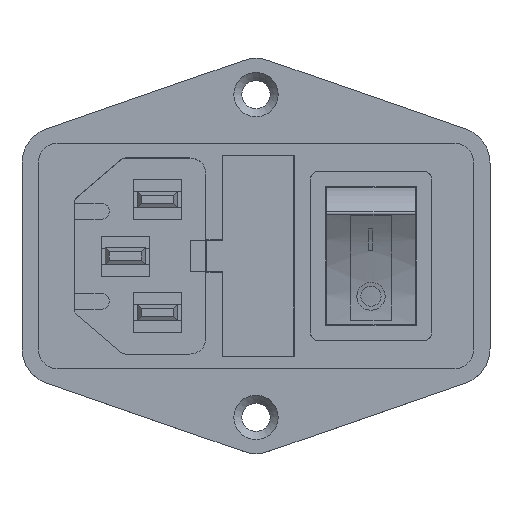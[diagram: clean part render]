
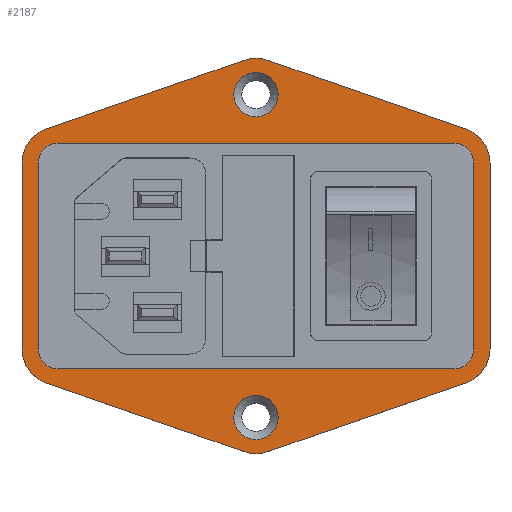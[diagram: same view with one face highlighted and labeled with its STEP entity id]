
A CAD part, top view. The second image highlights one B-rep face of the part: STEP entity #2187.
In plain terms, the highlighted planar face has unit normal (0, 0, 1).
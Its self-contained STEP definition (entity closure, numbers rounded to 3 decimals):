
#691 = VERTEX_POINT('',#692);
#692 = CARTESIAN_POINT('',(-25.975,15.751,2.));
#698 = EDGE_CURVE('',#691,#699,#701,.T.);
#699 = VERTEX_POINT('',#700);
#700 = CARTESIAN_POINT('',(-29.,11.5,2.));
#701 = CIRCLE('',#702,4.5);
#702 = AXIS2_PLACEMENT_3D('',#703,#704,#705);
#703 = CARTESIAN_POINT('',(-24.5,11.5,2.));
#704 = DIRECTION('',(0.,0.,1.));
#705 = DIRECTION('',(1.,0.,0.));
#723 = EDGE_CURVE('',#691,#724,#726,.T.);
#724 = VERTEX_POINT('',#725);
#725 = CARTESIAN_POINT('',(-1.475,24.251,2.));
#726 = LINE('',#727,#728);
#727 = CARTESIAN_POINT('',(-25.975,15.751,2.));
#728 = VECTOR('',#729,1.);
#729 = DIRECTION('',(0.945,0.328,0.));
#747 = VERTEX_POINT('',#748);
#748 = CARTESIAN_POINT('',(-29.,-11.5,2.));
#754 = EDGE_CURVE('',#747,#699,#755,.T.);
#755 = LINE('',#756,#757);
#756 = CARTESIAN_POINT('',(-29.,-11.5,2.));
#757 = VECTOR('',#758,1.);
#758 = DIRECTION('',(0.,1.,0.));
#771 = VERTEX_POINT('',#772);
#772 = CARTESIAN_POINT('',(1.475,24.251,2.));
#778 = EDGE_CURVE('',#771,#724,#779,.T.);
#779 = CIRCLE('',#780,4.5);
#780 = AXIS2_PLACEMENT_3D('',#781,#782,#783);
#781 = CARTESIAN_POINT('',(0.,20.,2.));
#782 = DIRECTION('',(0.,0.,1.));
#783 = DIRECTION('',(1.,0.,0.));
#796 = EDGE_CURVE('',#747,#797,#799,.T.);
#797 = VERTEX_POINT('',#798);
#798 = CARTESIAN_POINT('',(-25.975,-15.751,2.));
#799 = CIRCLE('',#800,4.5);
#800 = AXIS2_PLACEMENT_3D('',#801,#802,#803);
#801 = CARTESIAN_POINT('',(-24.5,-11.5,2.));
#802 = DIRECTION('',(0.,0.,1.));
#803 = DIRECTION('',(1.,0.,0.));
#821 = EDGE_CURVE('',#771,#822,#824,.T.);
#822 = VERTEX_POINT('',#823);
#823 = CARTESIAN_POINT('',(25.975,15.751,2.));
#824 = LINE('',#825,#826);
#825 = CARTESIAN_POINT('',(1.475,24.251,2.));
#826 = VECTOR('',#827,1.);
#827 = DIRECTION('',(0.945,-0.328,0.));
#845 = EDGE_CURVE('',#797,#846,#848,.T.);
#846 = VERTEX_POINT('',#847);
#847 = CARTESIAN_POINT('',(-1.475,-24.251,2.));
#848 = LINE('',#849,#850);
#849 = CARTESIAN_POINT('',(-25.975,-15.751,2.));
#850 = VECTOR('',#851,1.);
#851 = DIRECTION('',(0.945,-0.328,0.));
#869 = VERTEX_POINT('',#870);
#870 = CARTESIAN_POINT('',(29.,11.5,2.));
#876 = EDGE_CURVE('',#869,#822,#877,.T.);
#877 = CIRCLE('',#878,4.5);
#878 = AXIS2_PLACEMENT_3D('',#879,#880,#881);
#879 = CARTESIAN_POINT('',(24.5,11.5,2.));
#880 = DIRECTION('',(0.,0.,1.));
#881 = DIRECTION('',(1.,0.,0.));
#894 = EDGE_CURVE('',#846,#895,#897,.T.);
#895 = VERTEX_POINT('',#896);
#896 = CARTESIAN_POINT('',(1.475,-24.251,2.));
#897 = CIRCLE('',#898,4.5);
#898 = AXIS2_PLACEMENT_3D('',#899,#900,#901);
#899 = CARTESIAN_POINT('',(0.,-20.,2.));
#900 = DIRECTION('',(0.,0.,1.));
#901 = DIRECTION('',(1.,0.,0.));
#919 = EDGE_CURVE('',#869,#920,#922,.T.);
#920 = VERTEX_POINT('',#921);
#921 = CARTESIAN_POINT('',(29.,-11.5,2.));
#922 = LINE('',#923,#924);
#923 = CARTESIAN_POINT('',(29.,11.5,2.));
#924 = VECTOR('',#925,1.);
#925 = DIRECTION('',(0.,-1.,0.));
#943 = EDGE_CURVE('',#895,#944,#946,.T.);
#944 = VERTEX_POINT('',#945);
#945 = CARTESIAN_POINT('',(25.975,-15.751,2.));
#946 = LINE('',#947,#948);
#947 = CARTESIAN_POINT('',(1.475,-24.251,2.));
#948 = VECTOR('',#949,1.);
#949 = DIRECTION('',(0.945,0.328,0.));
#967 = EDGE_CURVE('',#944,#920,#968,.T.);
#968 = CIRCLE('',#969,4.5);
#969 = AXIS2_PLACEMENT_3D('',#970,#971,#972);
#970 = CARTESIAN_POINT('',(24.5,-11.5,2.));
#971 = DIRECTION('',(0.,0.,1.));
#972 = DIRECTION('',(1.,0.,0.));
#2187 = ADVANCED_FACE('',(#2188,#2199,#2213,#2283),#2294,.T.);
#2188 = FACE_BOUND('',#2189,.T.);
#2189 = EDGE_LOOP('',(#2190));
#2190 = ORIENTED_EDGE('',*,*,#2191,.F.);
#2191 = EDGE_CURVE('',#2192,#2192,#2194,.T.);
#2192 = VERTEX_POINT('',#2193);
#2193 = CARTESIAN_POINT('',(2.75,-20.,2.));
#2194 = CIRCLE('',#2195,2.75);
#2195 = AXIS2_PLACEMENT_3D('',#2196,#2197,#2198);
#2196 = CARTESIAN_POINT('',(0.,-20.,2.));
#2197 = DIRECTION('',(0.,0.,1.));
#2198 = DIRECTION('',(1.,0.,0.));
#2199 = FACE_BOUND('',#2200,.T.);
#2200 = EDGE_LOOP('',(#2201,#2202,#2203,#2204,#2205,#2206,#2207,#2208,
    #2209,#2210,#2211,#2212));
#2201 = ORIENTED_EDGE('',*,*,#698,.T.);
#2202 = ORIENTED_EDGE('',*,*,#754,.F.);
#2203 = ORIENTED_EDGE('',*,*,#796,.T.);
#2204 = ORIENTED_EDGE('',*,*,#845,.T.);
#2205 = ORIENTED_EDGE('',*,*,#894,.T.);
#2206 = ORIENTED_EDGE('',*,*,#943,.T.);
#2207 = ORIENTED_EDGE('',*,*,#967,.T.);
#2208 = ORIENTED_EDGE('',*,*,#919,.F.);
#2209 = ORIENTED_EDGE('',*,*,#876,.T.);
#2210 = ORIENTED_EDGE('',*,*,#821,.F.);
#2211 = ORIENTED_EDGE('',*,*,#778,.T.);
#2212 = ORIENTED_EDGE('',*,*,#723,.F.);
#2213 = FACE_BOUND('',#2214,.T.);
#2214 = EDGE_LOOP('',(#2215,#2226,#2234,#2243,#2251,#2260,#2268,#2277));
#2215 = ORIENTED_EDGE('',*,*,#2216,.F.);
#2216 = EDGE_CURVE('',#2217,#2219,#2221,.T.);
#2217 = VERTEX_POINT('',#2218);
#2218 = CARTESIAN_POINT('',(-27.,-11.5,2.));
#2219 = VERTEX_POINT('',#2220);
#2220 = CARTESIAN_POINT('',(-24.5,-14.,2.));
#2221 = CIRCLE('',#2222,2.5);
#2222 = AXIS2_PLACEMENT_3D('',#2223,#2224,#2225);
#2223 = CARTESIAN_POINT('',(-24.5,-11.5,2.));
#2224 = DIRECTION('',(0.,0.,1.));
#2225 = DIRECTION('',(1.,0.,0.));
#2226 = ORIENTED_EDGE('',*,*,#2227,.T.);
#2227 = EDGE_CURVE('',#2217,#2228,#2230,.T.);
#2228 = VERTEX_POINT('',#2229);
#2229 = CARTESIAN_POINT('',(-27.,11.5,2.));
#2230 = LINE('',#2231,#2232);
#2231 = CARTESIAN_POINT('',(-27.,-11.5,2.));
#2232 = VECTOR('',#2233,1.);
#2233 = DIRECTION('',(0.,1.,0.));
#2234 = ORIENTED_EDGE('',*,*,#2235,.F.);
#2235 = EDGE_CURVE('',#2236,#2228,#2238,.T.);
#2236 = VERTEX_POINT('',#2237);
#2237 = CARTESIAN_POINT('',(-24.5,14.,2.));
#2238 = CIRCLE('',#2239,2.5);
#2239 = AXIS2_PLACEMENT_3D('',#2240,#2241,#2242);
#2240 = CARTESIAN_POINT('',(-24.5,11.5,2.));
#2241 = DIRECTION('',(0.,0.,1.));
#2242 = DIRECTION('',(1.,0.,0.));
#2243 = ORIENTED_EDGE('',*,*,#2244,.T.);
#2244 = EDGE_CURVE('',#2236,#2245,#2247,.T.);
#2245 = VERTEX_POINT('',#2246);
#2246 = CARTESIAN_POINT('',(24.5,14.,2.));
#2247 = LINE('',#2248,#2249);
#2248 = CARTESIAN_POINT('',(-24.5,14.,2.));
#2249 = VECTOR('',#2250,1.);
#2250 = DIRECTION('',(1.,0.,0.));
#2251 = ORIENTED_EDGE('',*,*,#2252,.F.);
#2252 = EDGE_CURVE('',#2253,#2245,#2255,.T.);
#2253 = VERTEX_POINT('',#2254);
#2254 = CARTESIAN_POINT('',(27.,11.5,2.));
#2255 = CIRCLE('',#2256,2.5);
#2256 = AXIS2_PLACEMENT_3D('',#2257,#2258,#2259);
#2257 = CARTESIAN_POINT('',(24.5,11.5,2.));
#2258 = DIRECTION('',(0.,0.,1.));
#2259 = DIRECTION('',(1.,0.,0.));
#2260 = ORIENTED_EDGE('',*,*,#2261,.T.);
#2261 = EDGE_CURVE('',#2253,#2262,#2264,.T.);
#2262 = VERTEX_POINT('',#2263);
#2263 = CARTESIAN_POINT('',(27.,-11.5,2.));
#2264 = LINE('',#2265,#2266);
#2265 = CARTESIAN_POINT('',(27.,11.5,2.));
#2266 = VECTOR('',#2267,1.);
#2267 = DIRECTION('',(0.,-1.,0.));
#2268 = ORIENTED_EDGE('',*,*,#2269,.F.);
#2269 = EDGE_CURVE('',#2270,#2262,#2272,.T.);
#2270 = VERTEX_POINT('',#2271);
#2271 = CARTESIAN_POINT('',(24.5,-14.,2.));
#2272 = CIRCLE('',#2273,2.5);
#2273 = AXIS2_PLACEMENT_3D('',#2274,#2275,#2276);
#2274 = CARTESIAN_POINT('',(24.5,-11.5,2.));
#2275 = DIRECTION('',(0.,0.,1.));
#2276 = DIRECTION('',(1.,0.,0.));
#2277 = ORIENTED_EDGE('',*,*,#2278,.T.);
#2278 = EDGE_CURVE('',#2270,#2219,#2279,.T.);
#2279 = LINE('',#2280,#2281);
#2280 = CARTESIAN_POINT('',(24.5,-14.,2.));
#2281 = VECTOR('',#2282,1.);
#2282 = DIRECTION('',(-1.,0.,0.));
#2283 = FACE_BOUND('',#2284,.T.);
#2284 = EDGE_LOOP('',(#2285));
#2285 = ORIENTED_EDGE('',*,*,#2286,.F.);
#2286 = EDGE_CURVE('',#2287,#2287,#2289,.T.);
#2287 = VERTEX_POINT('',#2288);
#2288 = CARTESIAN_POINT('',(2.75,20.,2.));
#2289 = CIRCLE('',#2290,2.75);
#2290 = AXIS2_PLACEMENT_3D('',#2291,#2292,#2293);
#2291 = CARTESIAN_POINT('',(0.,20.,2.));
#2292 = DIRECTION('',(0.,0.,1.));
#2293 = DIRECTION('',(1.,0.,0.));
#2294 = PLANE('',#2295);
#2295 = AXIS2_PLACEMENT_3D('',#2296,#2297,#2298);
#2296 = CARTESIAN_POINT('',(0.,0.,2.));
#2297 = DIRECTION('',(0.,0.,1.));
#2298 = DIRECTION('',(1.,0.,0.));
